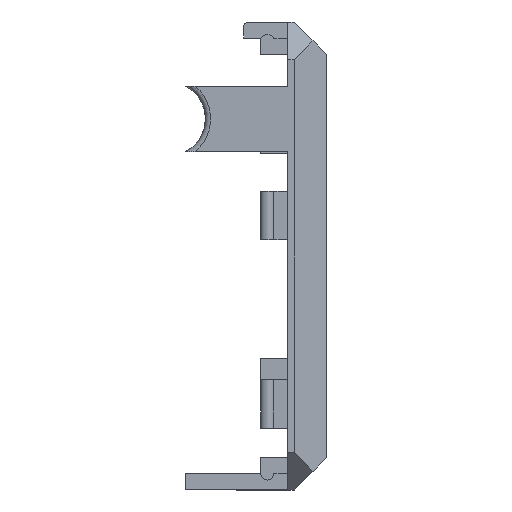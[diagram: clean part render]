
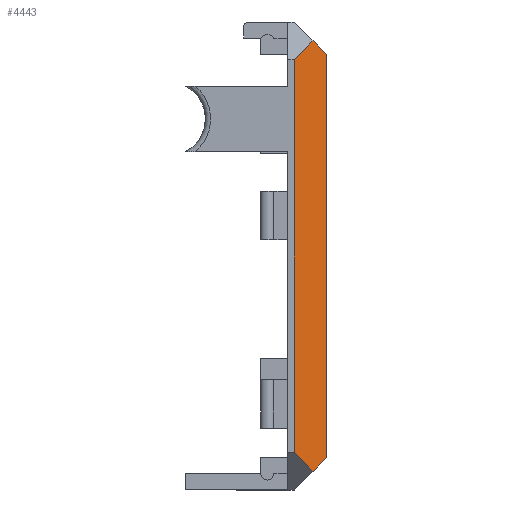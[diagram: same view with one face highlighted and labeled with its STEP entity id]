
A CAD part, left-side view. The second image highlights one B-rep face of the part: STEP entity #4443.
In plain terms, the highlighted planar face has unit normal (-0.707, -0.707, 0).
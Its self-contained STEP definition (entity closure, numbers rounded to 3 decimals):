
#611 = ORIENTED_EDGE ( 'NONE', *, *, #8716, .F. ) ;
#1038 = LINE ( 'NONE', #6514, #8126 ) ;
#1166 = DIRECTION ( 'NONE',  ( 0.577, -0.577, -0.577 ) ) ;
#1191 = EDGE_CURVE ( 'NONE', #4807, #2671, #4011, .T. ) ;
#1264 = LINE ( 'NONE', #7448, #4884 ) ;
#1291 = CARTESIAN_POINT ( 'NONE',  ( 0., 3., 0. ) ) ;
#1386 = VERTEX_POINT ( 'NONE', #3981 ) ;
#1794 = DIRECTION ( 'NONE',  ( 0., 0., 1. ) ) ;
#1958 = FACE_OUTER_BOUND ( 'NONE', #7963, .T. ) ;
#2001 = DIRECTION ( 'NONE',  ( 0.577, -0.577, -0.577 ) ) ;
#2574 = EDGE_CURVE ( 'NONE', #1386, #6337, #3666, .T. ) ;
#2671 = VERTEX_POINT ( 'NONE', #4920 ) ;
#3080 = DIRECTION ( 'NONE',  ( 0.577, -0.577, 0.577 ) ) ;
#3322 = ORIENTED_EDGE ( 'NONE', *, *, #5211, .T. ) ;
#3372 = CARTESIAN_POINT ( 'NONE',  ( 3., 0., 3. ) ) ;
#3666 = LINE ( 'NONE', #3710, #8730 ) ;
#3710 = CARTESIAN_POINT ( 'NONE',  ( 3., 0., 0. ) ) ;
#3910 = CARTESIAN_POINT ( 'NONE',  ( 0., 3., 40. ) ) ;
#3933 = LINE ( 'NONE', #5314, #7440 ) ;
#3981 = CARTESIAN_POINT ( 'NONE',  ( 3., 0., 40.5 ) ) ;
#4011 = LINE ( 'NONE', #5901, #4889 ) ;
#4443 = ADVANCED_FACE ( 'NONE', ( #1958 ), #7393, .F. ) ;
#4745 = ORIENTED_EDGE ( 'NONE', *, *, #1191, .T. ) ;
#4807 = VERTEX_POINT ( 'NONE', #6358 ) ;
#4884 = VECTOR ( 'NONE', #8738, 1000. ) ;
#4889 = VECTOR ( 'NONE', #1166, 1000. ) ;
#4920 = CARTESIAN_POINT ( 'NONE',  ( 1.75, 1.25, 1.75 ) ) ;
#4955 = LINE ( 'NONE', #7659, #5697 ) ;
#4980 = EDGE_CURVE ( 'NONE', #6657, #7089, #1264, .T. ) ;
#5011 = DIRECTION ( 'NONE',  ( 0., 0., -1. ) ) ;
#5187 = DIRECTION ( 'NONE',  ( 0.707, 0.707, 0. ) ) ;
#5211 = EDGE_CURVE ( 'NONE', #2671, #6337, #1038, .T. ) ;
#5213 = CARTESIAN_POINT ( 'NONE',  ( 1.75, 1.25, 41.75 ) ) ;
#5314 = CARTESIAN_POINT ( 'NONE',  ( 14.5, -11.5, 29. ) ) ;
#5400 = EDGE_CURVE ( 'NONE', #6657, #1386, #3933, .T. ) ;
#5697 = VECTOR ( 'NONE', #7573, 1000. ) ;
#5901 = CARTESIAN_POINT ( 'NONE',  ( 1.167, 1.833, 2.333 ) ) ;
#6337 = VERTEX_POINT ( 'NONE', #3372 ) ;
#6358 = CARTESIAN_POINT ( 'NONE',  ( 0., 3., 3.5 ) ) ;
#6514 = CARTESIAN_POINT ( 'NONE',  ( 0., 3., 0. ) ) ;
#6636 = ORIENTED_EDGE ( 'NONE', *, *, #4980, .T. ) ;
#6657 = VERTEX_POINT ( 'NONE', #5213 ) ;
#6993 = ORIENTED_EDGE ( 'NONE', *, *, #2574, .F. ) ;
#7089 = VERTEX_POINT ( 'NONE', #3910 ) ;
#7393 = PLANE ( 'NONE',  #8703 ) ;
#7440 = VECTOR ( 'NONE', #2001, 1000. ) ;
#7448 = CARTESIAN_POINT ( 'NONE',  ( -13.333, 16.333, 26.667 ) ) ;
#7573 = DIRECTION ( 'NONE',  ( 0., 0., 1. ) ) ;
#7659 = CARTESIAN_POINT ( 'NONE',  ( 0., 3., 0. ) ) ;
#7963 = EDGE_LOOP ( 'NONE', ( #8384, #6636, #611, #4745, #3322, #6993 ) ) ;
#8126 = VECTOR ( 'NONE', #3080, 1000. ) ;
#8384 = ORIENTED_EDGE ( 'NONE', *, *, #5400, .F. ) ;
#8703 = AXIS2_PLACEMENT_3D ( 'NONE', #1291, #5187, #1794 ) ;
#8716 = EDGE_CURVE ( 'NONE', #4807, #7089, #4955, .T. ) ;
#8730 = VECTOR ( 'NONE', #5011, 1000. ) ;
#8738 = DIRECTION ( 'NONE',  ( -0.577, 0.577, -0.577 ) ) ;
